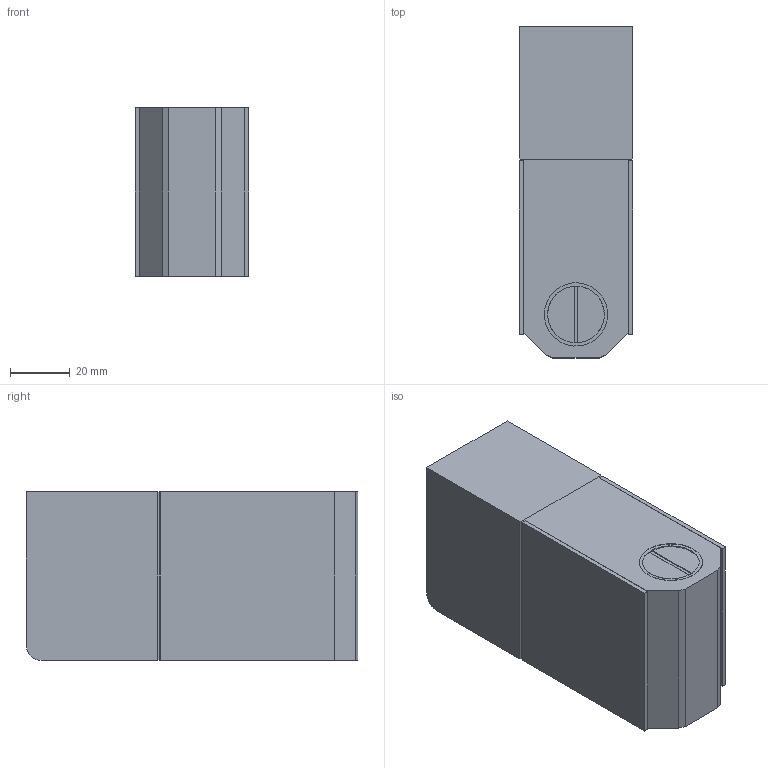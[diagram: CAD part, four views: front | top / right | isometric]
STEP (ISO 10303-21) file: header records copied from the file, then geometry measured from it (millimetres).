
FILE_DESCRIPTION((''),'2;1');
FILE_NAME('3d_11G363.stp','2012-10-03T13:25:12',(''),(''),'Mechanical Desktop 2011','Mechanical Desktop 2011',', , ');
FILE_SCHEMA(('CONFIG_CONTROL_DESIGN'));
Length unit declared in the file: millimetre
Products named in the file (1): Product
Bounding box: 38.2 x 111.2 x 56.5 mm (x, y, z)
Volume: 234070.9 mm3; surface area: 42225 mm2
Topology: 4 solids, 4 shells, 45 faces, 113 edges, 80 vertices
Faces by surface type: plane 40, cylinder 5
Entity records: 1422 total; most frequent: CARTESIAN_POINT 234, DIRECTION 225, ORIENTED_EDGE 216, EDGE_CURVE 108, VECTOR 93, LINE 93, VERTEX_POINT 73, AXIS2_PLACEMENT_3D 66
